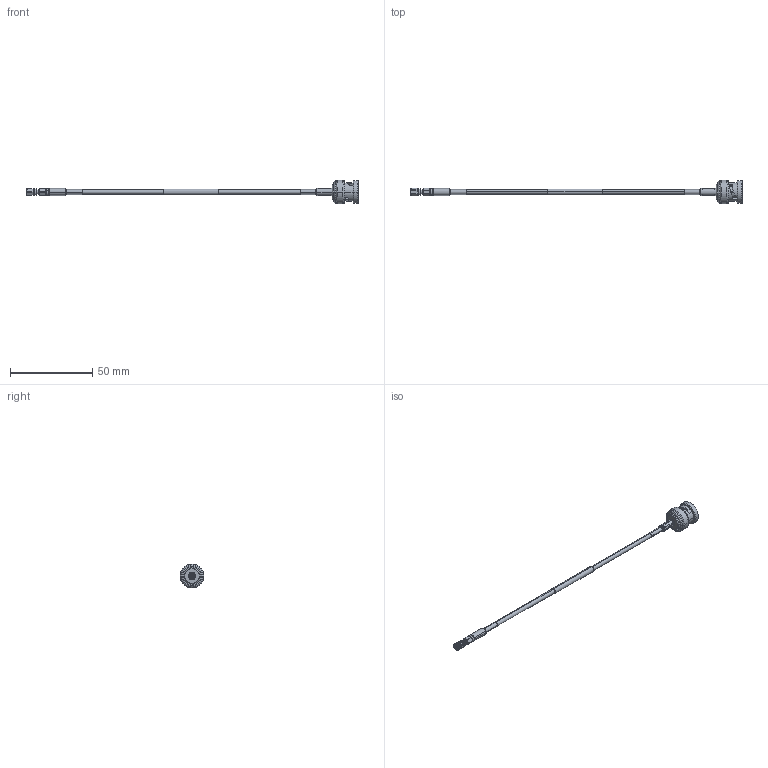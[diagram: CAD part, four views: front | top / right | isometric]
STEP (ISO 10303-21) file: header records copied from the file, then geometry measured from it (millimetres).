
FILE_DESCRIPTION (( 'STEP AP214' ), '1' );
FILE_NAME ('FMC00916_3D.step', '2023-02-23T03:18:21', ( '' ), ( '' ), 'SwSTEP 2.0', 'SolidWorks 2022', '' );
FILE_SCHEMA (( 'AUTOMOTIVE_DESIGN' ));
Length unit declared in the file: inch
Products named in the file (6): heat shrink conn 1^FMC00916_conn 1; PE45209 ¦ SC8860; FMC00916_3D; SC6031^FMC00916_CRIMPED; heat shrink conn 2^FMC00916_conn 1; LMR-100A-PVC Ø.110 jacket^FMC00916
Assembly tree (5 placements, depth 2):
  FMC00916_3D
    LMR-100A-PVC Ø.110 jacket^FMC00916
    PE45209 ¦ SC8860
    heat shrink conn 1^FMC00916_conn 1
    SC6031^FMC00916_CRIMPED
    heat shrink conn 2^FMC00916_conn 1
Bounding box: 201.52 x 14.48 x 14.48 mm (x, y, z)
Volume: 2904.8 mm3; surface area: 5662.3 mm2
Topology: 9 solids, 10 shells, 372 faces, 886 edges, 555 vertices
Faces by surface type: cylinder 153, plane 113, cone 64, bspline 22, torus 20
Entity records: 16129 total; most frequent: CARTESIAN_POINT 6876, DIRECTION 1836, ORIENTED_EDGE 1772, EDGE_CURVE 886, AXIS2_PLACEMENT_3D 755, VERTEX_POINT 555, EDGE_LOOP 411, CIRCLE 397
